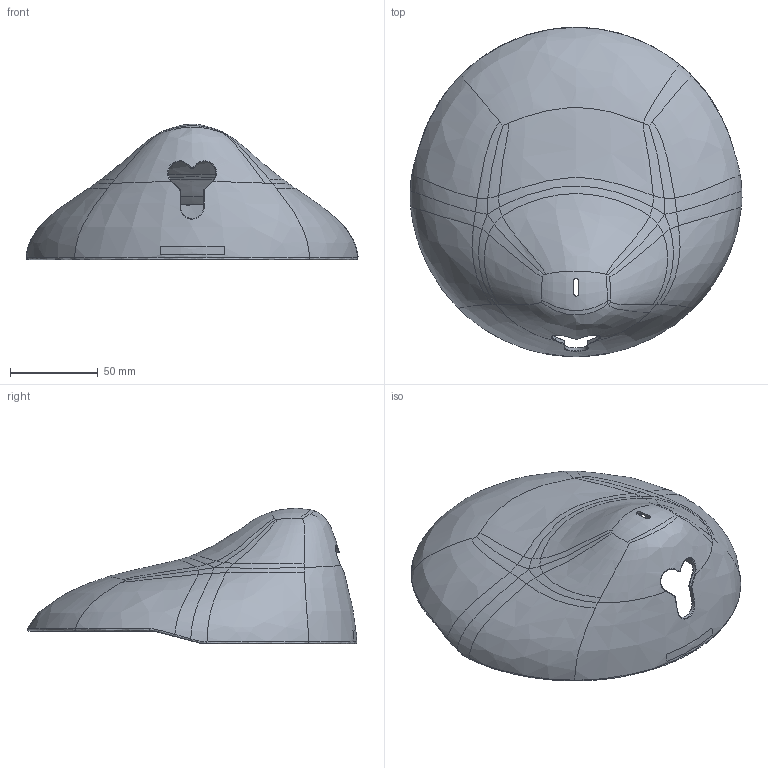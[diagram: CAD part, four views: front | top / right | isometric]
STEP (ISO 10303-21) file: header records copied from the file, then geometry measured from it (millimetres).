
FILE_DESCRIPTION((''),'2;1');
FILE_NAME('V19-45-6B-JH_9','2017-08-22T',('TQH'),(''),'CREO PARAMETRIC BY PTC INC, 2016260','CREO PARAMETRIC BY PTC INC, 2016260','');
FILE_SCHEMA(('CONFIG_CONTROL_DESIGN'));
Products named in the file (1): V19-45-6B-JH_9
Bounding box: 189.41 x 187.99 x 77.3 mm (x, y, z)
Volume: 88044.1 mm3; surface area: 98310.4 mm2
Topology: 1 solids, 1 shells, 342 faces, 887 edges, 556 vertices
Faces by surface type: bspline 205, cylinder 66, plane 41, torus 24, cone 6
Entity records: 36372 total; most frequent: CARTESIAN_POINT 29798, ORIENTED_EDGE 1774, EDGE_CURVE 887, DIRECTION 660, B_SPLINE_CURVE_WITH_KNOTS 625, VERTEX_POINT 556, EDGE_LOOP 355, FACE_OUTER_BOUND 342
